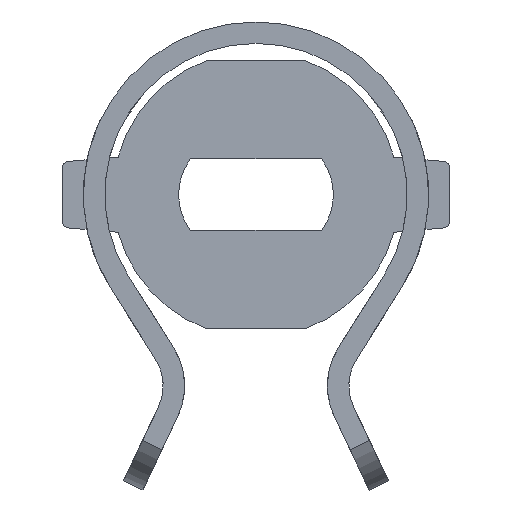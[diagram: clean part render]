
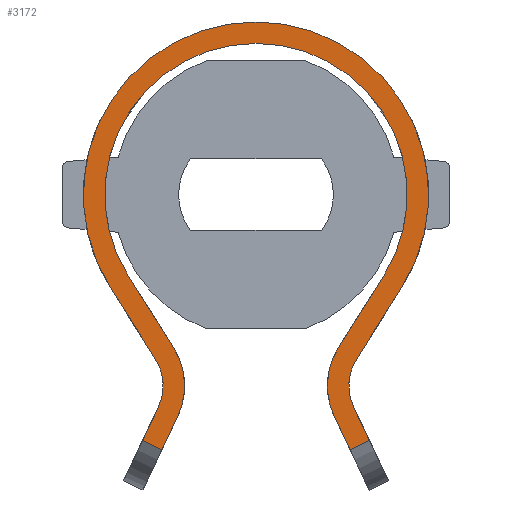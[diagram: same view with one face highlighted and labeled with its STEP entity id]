
A CAD part, left-side view. The second image highlights one B-rep face of the part: STEP entity #3172.
In plain terms, the highlighted planar face has unit normal (-1, 0, 0).
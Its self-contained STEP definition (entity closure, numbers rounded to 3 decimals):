
#25 = CARTESIAN_POINT ( 'NONE',  ( -74., 16.888, -27.631 ) ) ;
#26 = CIRCLE ( 'NONE', #916, 25.4 ) ;
#81 = DIRECTION ( 'NONE',  ( 0., 0., -1. ) ) ;
#95 = EDGE_CURVE ( 'NONE', #2669, #1699, #1406, .T. ) ;
#167 = VERTEX_POINT ( 'NONE', #1904 ) ;
#215 = CARTESIAN_POINT ( 'NONE',  ( -74., -24., -32.1 ) ) ;
#253 = AXIS2_PLACEMENT_3D ( 'NONE', #1998, #2235, #81 ) ;
#284 = DIRECTION ( 'NONE',  ( 0., 0.904, 0.427 ) ) ;
#290 = CARTESIAN_POINT ( 'NONE',  ( -74., -24.555, -15.43 ) ) ;
#294 = CARTESIAN_POINT ( 'NONE',  ( -74., 0., 0. ) ) ;
#295 = CARTESIAN_POINT ( 'NONE',  ( -74., 0., 25.4 ) ) ;
#308 = CARTESIAN_POINT ( 'NONE',  ( -74., -15.794, -42.82 ) ) ;
#312 = VECTOR ( 'NONE', #2412, 1000. ) ;
#346 = LINE ( 'NONE', #2954, #986 ) ;
#351 = EDGE_CURVE ( 'NONE', #2508, #2317, #1574, .T. ) ;
#363 = CIRCLE ( 'NONE', #1537, 29. ) ;
#408 = ORIENTED_EDGE ( 'NONE', *, *, #2478, .T. ) ;
#455 = CARTESIAN_POINT ( 'NONE',  ( -74., -16.888, -27.631 ) ) ;
#533 = EDGE_CURVE ( 'NONE', #1938, #1797, #1523, .T. ) ;
#567 = DIRECTION ( 'NONE',  ( 0., 0., -1. ) ) ;
#606 = EDGE_CURVE ( 'NONE', #3282, #2691, #2377, .T. ) ;
#622 = DIRECTION ( 'NONE',  ( 1., 0., 0. ) ) ;
#663 = ORIENTED_EDGE ( 'NONE', *, *, #606, .T. ) ;
#674 = VECTOR ( 'NONE', #1271, 1000. ) ;
#697 = VECTOR ( 'NONE', #1328, 1000. ) ;
#715 = EDGE_CURVE ( 'NONE', #1797, #1976, #2694, .T. ) ;
#750 = CARTESIAN_POINT ( 'NONE',  ( -74., 23.438, -61.368 ) ) ;
#758 = VERTEX_POINT ( 'NONE', #859 ) ;
#764 = DIRECTION ( 'NONE',  ( 0., -0.427, -0.904 ) ) ;
#787 = VECTOR ( 'NONE', #3210, 1000. ) ;
#798 = DIRECTION ( 'NONE',  ( -1., 0., 0. ) ) ;
#804 = ORIENTED_EDGE ( 'NONE', *, *, #1737, .T. ) ;
#818 = VECTOR ( 'NONE', #1563, 1000. ) ;
#821 = EDGE_CURVE ( 'NONE', #2062, #758, #3130, .T. ) ;
#833 = ORIENTED_EDGE ( 'NONE', *, *, #533, .F. ) ;
#859 = CARTESIAN_POINT ( 'NONE',  ( -74., -16.406, -35.69 ) ) ;
#876 = CARTESIAN_POINT ( 'NONE',  ( -74., -13.151, -37.229 ) ) ;
#916 = AXIS2_PLACEMENT_3D ( 'NONE', #1496, #2026, #1751 ) ;
#948 = LINE ( 'NONE', #3158, #787 ) ;
#986 = VECTOR ( 'NONE', #284, 1000. ) ;
#990 = ORIENTED_EDGE ( 'NONE', *, *, #2401, .F. ) ;
#1002 = CARTESIAN_POINT ( 'NONE',  ( -74., -24., -32.1 ) ) ;
#1007 = EDGE_CURVE ( 'NONE', #2669, #1938, #346, .T. ) ;
#1038 = LINE ( 'NONE', #1242, #2049 ) ;
#1052 = VERTEX_POINT ( 'NONE', #3095 ) ;
#1079 = CIRCLE ( 'NONE', #2963, 12. ) ;
#1086 = CIRCLE ( 'NONE', #3289, 25.4 ) ;
#1099 = DIRECTION ( 'NONE',  ( 0., 0., -1. ) ) ;
#1128 = EDGE_LOOP ( 'NONE', ( #663, #1778, #1382, #3187, #3418, #2876, #3373, #990, #2148, #833, #1908, #3046, #1705, #1600, #3495, #804, #2071, #408 ) ) ;
#1242 = CARTESIAN_POINT ( 'NONE',  ( -74., 24.555, -15.43 ) ) ;
#1271 = DIRECTION ( 'NONE',  ( 0., -0.904, 0.427 ) ) ;
#1279 = DIRECTION ( 'NONE',  ( 0., 0., -1. ) ) ;
#1294 = CARTESIAN_POINT ( 'NONE',  ( -74., 13.151, -37.229 ) ) ;
#1309 = CARTESIAN_POINT ( 'NONE',  ( -74., 21.506, -13.514 ) ) ;
#1328 = DIRECTION ( 'NONE',  ( 0., -0.427, 0.904 ) ) ;
#1331 = VECTOR ( 'NONE', #764, 1000. ) ;
#1366 = CARTESIAN_POINT ( 'NONE',  ( -74., 24.555, -15.43 ) ) ;
#1378 = DIRECTION ( 'NONE',  ( 0., 0., -1. ) ) ;
#1382 = ORIENTED_EDGE ( 'NONE', *, *, #3251, .F. ) ;
#1406 = LINE ( 'NONE', #1294, #697 ) ;
#1410 = DIRECTION ( 'NONE',  ( 0., 0.532, -0.847 ) ) ;
#1415 = VERTEX_POINT ( 'NONE', #290 ) ;
#1496 = CARTESIAN_POINT ( 'NONE',  ( -74., 0., 0. ) ) ;
#1504 = CARTESIAN_POINT ( 'NONE',  ( -74., 0., 29. ) ) ;
#1523 = LINE ( 'NONE', #2385, #818 ) ;
#1537 = AXIS2_PLACEMENT_3D ( 'NONE', #2979, #2443, #567 ) ;
#1554 = CARTESIAN_POINT ( 'NONE',  ( -74., -24.555, -15.43 ) ) ;
#1563 = DIRECTION ( 'NONE',  ( 0., -0.427, 0.904 ) ) ;
#1574 = LINE ( 'NONE', #2239, #2620 ) ;
#1600 = ORIENTED_EDGE ( 'NONE', *, *, #2278, .T. ) ;
#1623 = AXIS2_PLACEMENT_3D ( 'NONE', #1857, #2394, #2426 ) ;
#1637 = CARTESIAN_POINT ( 'NONE',  ( -74., -21.506, -13.514 ) ) ;
#1699 = VERTEX_POINT ( 'NONE', #2656 ) ;
#1705 = ORIENTED_EDGE ( 'NONE', *, *, #2441, .T. ) ;
#1727 = DIRECTION ( 'NONE',  ( 0., -0.427, -0.904 ) ) ;
#1730 = VERTEX_POINT ( 'NONE', #1309 ) ;
#1733 = EDGE_CURVE ( 'NONE', #3063, #1415, #363, .T. ) ;
#1737 = EDGE_CURVE ( 'NONE', #2706, #2508, #1086, .T. ) ;
#1751 = DIRECTION ( 'NONE',  ( 0., 0., -1. ) ) ;
#1778 = ORIENTED_EDGE ( 'NONE', *, *, #3045, .T. ) ;
#1797 = VERTEX_POINT ( 'NONE', #2413 ) ;
#1857 = CARTESIAN_POINT ( 'NONE',  ( -74., 24., -32.1 ) ) ;
#1904 = CARTESIAN_POINT ( 'NONE',  ( -74., -19.049, -41.281 ) ) ;
#1908 = ORIENTED_EDGE ( 'NONE', *, *, #1007, .F. ) ;
#1938 = VERTEX_POINT ( 'NONE', #2355 ) ;
#1976 = VERTEX_POINT ( 'NONE', #25 ) ;
#1998 = CARTESIAN_POINT ( 'NONE',  ( -74., -24., -32.1 ) ) ;
#2026 = DIRECTION ( 'NONE',  ( 1., 0., 0. ) ) ;
#2049 = VECTOR ( 'NONE', #3377, 1000. ) ;
#2062 = VERTEX_POINT ( 'NONE', #455 ) ;
#2071 = ORIENTED_EDGE ( 'NONE', *, *, #351, .T. ) ;
#2148 = ORIENTED_EDGE ( 'NONE', *, *, #715, .F. ) ;
#2179 = DIRECTION ( 'NONE',  ( 1., 0., 0. ) ) ;
#2222 = CARTESIAN_POINT ( 'NONE',  ( -74., 0., 0. ) ) ;
#2235 = DIRECTION ( 'NONE',  ( -1., 0., 0. ) ) ;
#2239 = CARTESIAN_POINT ( 'NONE',  ( -74., -21.506, -13.514 ) ) ;
#2278 = EDGE_CURVE ( 'NONE', #1052, #1730, #948, .T. ) ;
#2317 = VERTEX_POINT ( 'NONE', #3167 ) ;
#2331 = EDGE_CURVE ( 'NONE', #1415, #2062, #3094, .T. ) ;
#2335 = CARTESIAN_POINT ( 'NONE',  ( -74., -13.151, -37.229 ) ) ;
#2355 = CARTESIAN_POINT ( 'NONE',  ( -74., 19.049, -41.281 ) ) ;
#2377 = LINE ( 'NONE', #2335, #1331 ) ;
#2385 = CARTESIAN_POINT ( 'NONE',  ( -74., 16.406, -35.69 ) ) ;
#2394 = DIRECTION ( 'NONE',  ( -1., 0., 0. ) ) ;
#2401 = EDGE_CURVE ( 'NONE', #1976, #2673, #1038, .T. ) ;
#2412 = DIRECTION ( 'NONE',  ( 0., 0.532, -0.847 ) ) ;
#2413 = CARTESIAN_POINT ( 'NONE',  ( -74., 16.406, -35.69 ) ) ;
#2426 = DIRECTION ( 'NONE',  ( 0., 0., -1. ) ) ;
#2441 = EDGE_CURVE ( 'NONE', #1699, #1052, #1079, .T. ) ;
#2443 = DIRECTION ( 'NONE',  ( 1., 0., 0. ) ) ;
#2478 = EDGE_CURVE ( 'NONE', #2317, #3282, #3139, .T. ) ;
#2508 = VERTEX_POINT ( 'NONE', #1637 ) ;
#2612 = DIRECTION ( 'NONE',  ( -1., 0., 0. ) ) ;
#2620 = VECTOR ( 'NONE', #1410, 1000. ) ;
#2656 = CARTESIAN_POINT ( 'NONE',  ( -74., 13.151, -37.229 ) ) ;
#2669 = VERTEX_POINT ( 'NONE', #2967 ) ;
#2673 = VERTEX_POINT ( 'NONE', #1366 ) ;
#2681 = EDGE_CURVE ( 'NONE', #2673, #3063, #3271, .T. ) ;
#2691 = VERTEX_POINT ( 'NONE', #308 ) ;
#2694 = CIRCLE ( 'NONE', #1623, 8.4 ) ;
#2706 = VERTEX_POINT ( 'NONE', #295 ) ;
#2714 = FACE_OUTER_BOUND ( 'NONE', #1128, .T. ) ;
#2726 = CARTESIAN_POINT ( 'NONE',  ( -74., -16.406, -35.69 ) ) ;
#2784 = DIRECTION ( 'NONE',  ( -1., 0., 0. ) ) ;
#2802 = EDGE_CURVE ( 'NONE', #1730, #2706, #26, .T. ) ;
#2876 = ORIENTED_EDGE ( 'NONE', *, *, #1733, .F. ) ;
#2899 = DIRECTION ( 'NONE',  ( 0., 0., 1. ) ) ;
#2954 = CARTESIAN_POINT ( 'NONE',  ( -74., -23.438, -61.368 ) ) ;
#2963 = AXIS2_PLACEMENT_3D ( 'NONE', #3053, #2784, #3350 ) ;
#2967 = CARTESIAN_POINT ( 'NONE',  ( -74., 15.794, -42.82 ) ) ;
#2972 = LINE ( 'NONE', #2726, #3380 ) ;
#2979 = CARTESIAN_POINT ( 'NONE',  ( -74., 0., 0. ) ) ;
#3045 = EDGE_CURVE ( 'NONE', #2691, #167, #3152, .T. ) ;
#3046 = ORIENTED_EDGE ( 'NONE', *, *, #95, .T. ) ;
#3053 = CARTESIAN_POINT ( 'NONE',  ( -74., 24., -32.1 ) ) ;
#3063 = VERTEX_POINT ( 'NONE', #1504 ) ;
#3094 = LINE ( 'NONE', #1554, #312 ) ;
#3095 = CARTESIAN_POINT ( 'NONE',  ( -74., 13.839, -25.715 ) ) ;
#3129 = AXIS2_PLACEMENT_3D ( 'NONE', #2222, #622, #1099 ) ;
#3130 = CIRCLE ( 'NONE', #253, 8.4 ) ;
#3139 = CIRCLE ( 'NONE', #3157, 12. ) ;
#3152 = LINE ( 'NONE', #750, #674 ) ;
#3157 = AXIS2_PLACEMENT_3D ( 'NONE', #1002, #2612, #1279 ) ;
#3158 = CARTESIAN_POINT ( 'NONE',  ( -74., 21.506, -13.514 ) ) ;
#3167 = CARTESIAN_POINT ( 'NONE',  ( -74., -13.839, -25.715 ) ) ;
#3172 = ADVANCED_FACE ( 'NONE', ( #2714 ), #3465, .T. ) ;
#3187 = ORIENTED_EDGE ( 'NONE', *, *, #821, .F. ) ;
#3210 = DIRECTION ( 'NONE',  ( 0., 0.532, 0.847 ) ) ;
#3225 = AXIS2_PLACEMENT_3D ( 'NONE', #215, #798, #2899 ) ;
#3251 = EDGE_CURVE ( 'NONE', #758, #167, #2972, .T. ) ;
#3271 = CIRCLE ( 'NONE', #3129, 29. ) ;
#3282 = VERTEX_POINT ( 'NONE', #876 ) ;
#3289 = AXIS2_PLACEMENT_3D ( 'NONE', #294, #2179, #1378 ) ;
#3350 = DIRECTION ( 'NONE',  ( 0., 0., 1. ) ) ;
#3373 = ORIENTED_EDGE ( 'NONE', *, *, #2681, .F. ) ;
#3377 = DIRECTION ( 'NONE',  ( 0., 0.532, 0.847 ) ) ;
#3380 = VECTOR ( 'NONE', #1727, 1000. ) ;
#3418 = ORIENTED_EDGE ( 'NONE', *, *, #2331, .F. ) ;
#3465 = PLANE ( 'NONE',  #3225 ) ;
#3495 = ORIENTED_EDGE ( 'NONE', *, *, #2802, .T. ) ;
